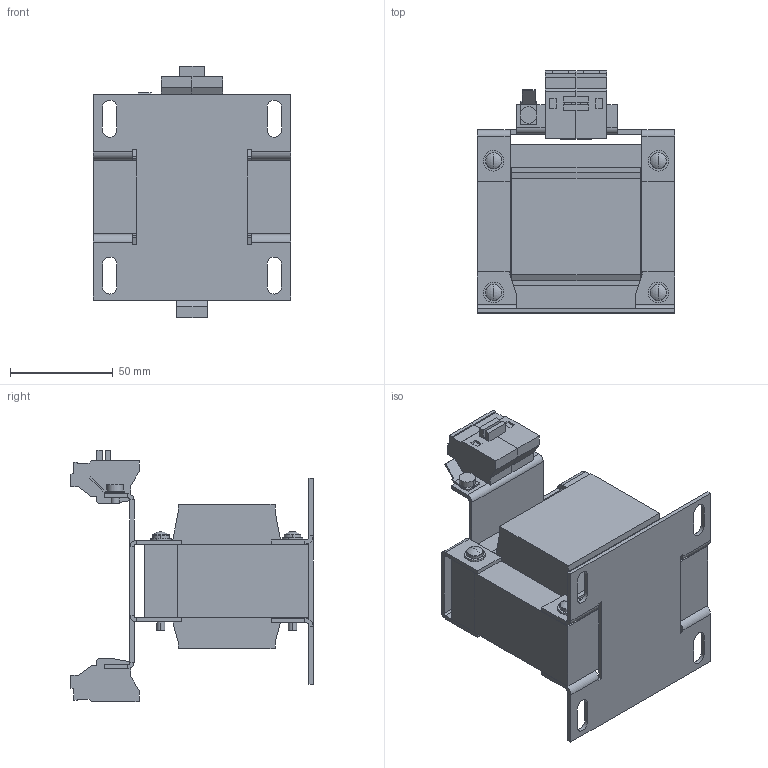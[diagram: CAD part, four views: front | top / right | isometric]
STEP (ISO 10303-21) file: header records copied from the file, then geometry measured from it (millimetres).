
FILE_DESCRIPTION (( 'STEP AP214' ), '1' );
FILE_NAME ('208956.STEP', '2020-07-07T06:56:51', ( '' ), ( '' ), 'SwSTEP 2.0', 'SolidWorks 2018', '' );
FILE_SCHEMA (( 'AUTOMOTIVE_DESIGN' ));
Length unit declared in the file: millimetre
Products named in the file (1): 208956
Bounding box: 96 x 117.7 x 122 mm (x, y, z)
Volume: 435638.6 mm3; surface area: 87522.2 mm2
Topology: 1 solids, 1 shells, 418 faces, 1065 edges, 665 vertices
Faces by surface type: plane 314, cylinder 88, torus 8, sphere 8
Entity records: 12485 total; most frequent: CARTESIAN_POINT 2149, ORIENTED_EDGE 2130, DIRECTION 2117, EDGE_CURVE 1065, LINE 851, VECTOR 851, VERTEX_POINT 665, AXIS2_PLACEMENT_3D 633
